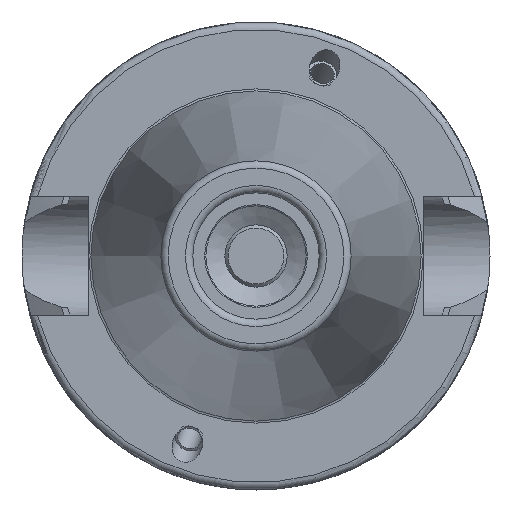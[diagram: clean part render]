
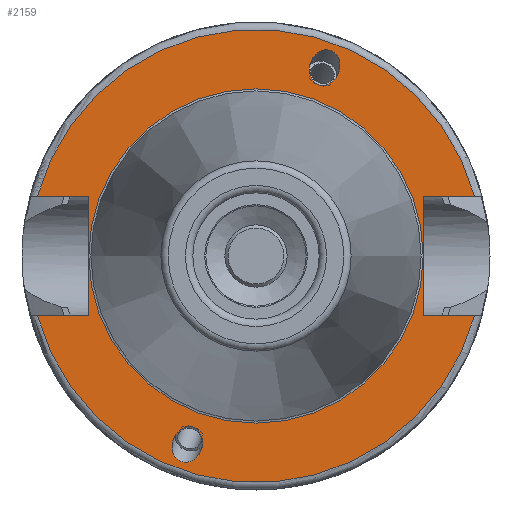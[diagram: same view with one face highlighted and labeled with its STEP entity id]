
A CAD part, left-side view. The second image highlights one B-rep face of the part: STEP entity #2159.
In plain terms, the highlighted planar face has unit normal (-1, 0, 0).
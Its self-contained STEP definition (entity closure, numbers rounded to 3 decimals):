
#72=ELLIPSE('',#2402,2.442,2.);
#81=ELLIPSE('',#2425,2.442,2.);
#110=FACE_BOUND('',#513,.T.);
#111=FACE_BOUND('',#514,.T.);
#112=FACE_BOUND('',#515,.T.);
#217=CIRCLE('',#2453,30.5);
#229=CIRCLE('',#2475,22.5);
#230=CIRCLE('',#2477,30.5);
#370=FACE_OUTER_BOUND('',#512,.T.);
#512=EDGE_LOOP('',(#1758,#1759,#1760,#1761,#1762,#1763,#1764,#1765));
#513=EDGE_LOOP('',(#1766));
#514=EDGE_LOOP('',(#1767));
#515=EDGE_LOOP('',(#1768));
#662=LINE('',#3785,#798);
#666=LINE('',#3793,#802);
#669=LINE('',#3813,#805);
#680=LINE('',#3913,#816);
#683=LINE('',#3934,#819);
#685=LINE('',#3937,#821);
#798=VECTOR('',#2874,10.);
#802=VECTOR('',#2880,10.);
#805=VECTOR('',#2885,10.);
#816=VECTOR('',#2940,10.);
#819=VECTOR('',#2945,10.);
#821=VECTOR('',#2949,10.);
#944=VERTEX_POINT('',#3617);
#959=VERTEX_POINT('',#3698);
#977=VERTEX_POINT('',#3773);
#978=VERTEX_POINT('',#3784);
#980=VERTEX_POINT('',#3790);
#981=VERTEX_POINT('',#3792);
#996=VERTEX_POINT('',#3873);
#1003=VERTEX_POINT('',#3910);
#1004=VERTEX_POINT('',#3912);
#1008=VERTEX_POINT('',#3933);
#1016=VERTEX_POINT('',#3963);
#1179=EDGE_CURVE('',#944,#944,#72,.T.);
#1202=EDGE_CURVE('',#959,#959,#81,.T.);
#1223=EDGE_CURVE('',#978,#977,#662,.T.);
#1227=EDGE_CURVE('',#981,#980,#666,.T.);
#1232=EDGE_CURVE('',#980,#978,#669,.T.);
#1252=EDGE_CURVE('',#981,#996,#217,.T.);
#1262=EDGE_CURVE('',#1004,#1003,#680,.T.);
#1267=EDGE_CURVE('',#1008,#996,#683,.T.);
#1269=EDGE_CURVE('',#1003,#1008,#685,.T.);
#1283=EDGE_CURVE('',#1016,#1016,#229,.T.);
#1284=EDGE_CURVE('',#1004,#977,#230,.T.);
#1758=ORIENTED_EDGE('',*,*,#1223,.T.);
#1759=ORIENTED_EDGE('',*,*,#1284,.F.);
#1760=ORIENTED_EDGE('',*,*,#1262,.T.);
#1761=ORIENTED_EDGE('',*,*,#1269,.T.);
#1762=ORIENTED_EDGE('',*,*,#1267,.T.);
#1763=ORIENTED_EDGE('',*,*,#1252,.F.);
#1764=ORIENTED_EDGE('',*,*,#1227,.T.);
#1765=ORIENTED_EDGE('',*,*,#1232,.T.);
#1766=ORIENTED_EDGE('',*,*,#1179,.T.);
#1767=ORIENTED_EDGE('',*,*,#1202,.T.);
#1768=ORIENTED_EDGE('',*,*,#1283,.T.);
#2056=PLANE('',#2476);
#2159=ADVANCED_FACE('',(#370,#110,#111,#112),#2056,.T.);
#2402=AXIS2_PLACEMENT_3D('',#3619,#2796,#2797);
#2425=AXIS2_PLACEMENT_3D('',#3700,#2849,#2850);
#2453=AXIS2_PLACEMENT_3D('',#3874,#2927,#2928);
#2475=AXIS2_PLACEMENT_3D('',#3965,#2985,#2986);
#2476=AXIS2_PLACEMENT_3D('',#3966,#2987,#2988);
#2477=AXIS2_PLACEMENT_3D('',#3967,#2989,#2990);
#2796=DIRECTION('center_axis',(1.,0.,0.));
#2797=DIRECTION('ref_axis',(0.,-0.342,0.94));
#2849=DIRECTION('center_axis',(1.,0.,0.));
#2850=DIRECTION('ref_axis',(0.,0.342,-0.94));
#2874=DIRECTION('',(0.,-1.,0.));
#2880=DIRECTION('',(0.,1.,0.));
#2885=DIRECTION('',(0.,0.,1.));
#2927=DIRECTION('center_axis',(1.,0.,0.));
#2928=DIRECTION('ref_axis',(0.,0.,-1.));
#2940=DIRECTION('',(0.,-1.,0.));
#2945=DIRECTION('',(0.,1.,0.));
#2949=DIRECTION('',(0.,0.,-1.));
#2985=DIRECTION('center_axis',(1.,0.,0.));
#2986=DIRECTION('ref_axis',(0.,0.,-1.));
#2987=DIRECTION('center_axis',(-1.,0.,0.));
#2988=DIRECTION('ref_axis',(0.,0.,1.));
#2989=DIRECTION('center_axis',(1.,0.,0.));
#2990=DIRECTION('ref_axis',(0.,0.,-1.));
#3617=CARTESIAN_POINT('',(2.,-8.399,23.077));
#3619=CARTESIAN_POINT('Origin',(2.,-9.235,25.372));
#3698=CARTESIAN_POINT('',(2.,8.399,-23.077));
#3700=CARTESIAN_POINT('Origin',(2.,9.235,-25.372));
#3773=CARTESIAN_POINT('',(2.,-29.418,8.05));
#3784=CARTESIAN_POINT('',(2.,-22.6,8.05));
#3785=CARTESIAN_POINT('',(2.,3.95,8.05));
#3790=CARTESIAN_POINT('',(2.,-22.6,-8.05));
#3792=CARTESIAN_POINT('',(2.,-29.418,-8.05));
#3793=CARTESIAN_POINT('',(2.,3.95,-8.05));
#3813=CARTESIAN_POINT('',(2.,-22.6,0.));
#3873=CARTESIAN_POINT('',(2.,29.418,-8.05));
#3874=CARTESIAN_POINT('Origin',(2.,0.,0.));
#3910=CARTESIAN_POINT('',(2.,22.6,8.05));
#3912=CARTESIAN_POINT('',(2.,29.418,8.05));
#3913=CARTESIAN_POINT('',(2.,26.55,8.05));
#3933=CARTESIAN_POINT('',(2.,22.6,-8.05));
#3934=CARTESIAN_POINT('',(2.,26.55,-8.05));
#3937=CARTESIAN_POINT('',(2.,22.6,0.));
#3963=CARTESIAN_POINT('',(2.,0.,22.5));
#3965=CARTESIAN_POINT('Origin',(2.,0.,0.));
#3966=CARTESIAN_POINT('Origin',(2.,30.5,0.));
#3967=CARTESIAN_POINT('Origin',(2.,0.,0.));
